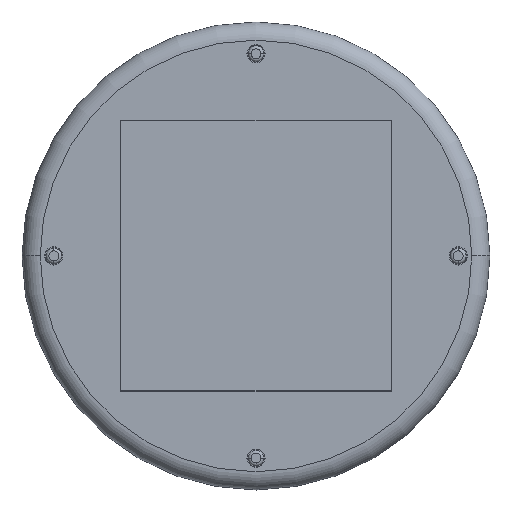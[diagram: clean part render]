
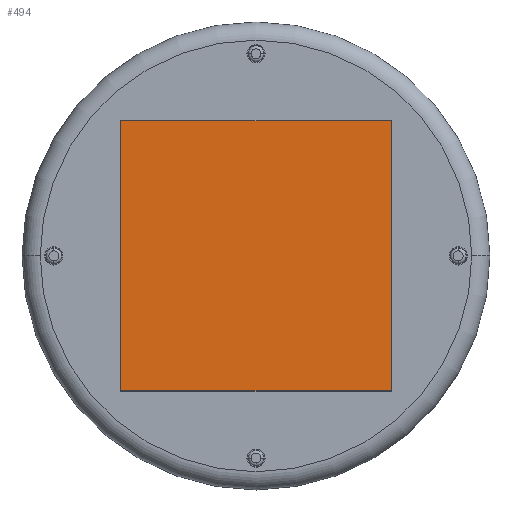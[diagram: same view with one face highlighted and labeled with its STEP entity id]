
A CAD part, top view. The second image highlights one B-rep face of the part: STEP entity #494.
In plain terms, the highlighted planar face has unit normal (0, 0, 1).
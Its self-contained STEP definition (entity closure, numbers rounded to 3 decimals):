
#462 = VERTEX_POINT ( 'NONE', #1321 ) ;
#463 = EDGE_CURVE ( 'NONE', #462, #464, #1320, .T. ) ;
#464 = VERTEX_POINT ( 'NONE', #1316 ) ;
#471 = EDGE_CURVE ( 'NONE', #464, #474, #1307, .T. ) ;
#474 = VERTEX_POINT ( 'NONE', #1360 ) ;
#479 = EDGE_CURVE ( 'NONE', #474, #483, #1352, .T. ) ;
#483 = VERTEX_POINT ( 'NONE', #1341 ) ;
#490 = EDGE_CURVE ( 'NONE', #483, #462, #1398, .T. ) ;
#492 = EDGE_LOOP ( 'NONE', ( #497, #498, #495, #496 ) ) ;
#494 = ADVANCED_FACE ( 'NONE', ( #1394 ), #1393, .T. ) ;
#495 = ORIENTED_EDGE ( 'NONE', *, *, #479, .T. ) ;
#496 = ORIENTED_EDGE ( 'NONE', *, *, #490, .T. ) ;
#497 = ORIENTED_EDGE ( 'NONE', *, *, #463, .T. ) ;
#498 = ORIENTED_EDGE ( 'NONE', *, *, #471, .T. ) ;
#1306 = CARTESIAN_POINT ( 'NONE',  ( -59.5, -59.5, 43.5 ) ) ;
#1307 = LINE ( 'NONE', #1306, #1368 ) ;
#1316 = CARTESIAN_POINT ( 'NONE',  ( -59.5, -59.5, 43.5 ) ) ;
#1317 = DIRECTION ( 'NONE',  ( 0., -1., 0. ) ) ;
#1318 = VECTOR ( 'NONE', #1317, 1000. ) ;
#1319 = CARTESIAN_POINT ( 'NONE',  ( -59.5, 59.5, 43.5 ) ) ;
#1320 = LINE ( 'NONE', #1319, #1318 ) ;
#1321 = CARTESIAN_POINT ( 'NONE',  ( -59.5, 59.5, 43.5 ) ) ;
#1341 = CARTESIAN_POINT ( 'NONE',  ( 59.5, 59.5, 43.5 ) ) ;
#1346 = DIRECTION ( 'NONE',  ( 0., 1., 0. ) ) ;
#1347 = VECTOR ( 'NONE', #1346, 1000. ) ;
#1348 = CARTESIAN_POINT ( 'NONE',  ( 59.5, 59.5, 43.5 ) ) ;
#1352 = LINE ( 'NONE', #1348, #1347 ) ;
#1360 = CARTESIAN_POINT ( 'NONE',  ( 59.5, -59.5, 43.5 ) ) ;
#1367 = DIRECTION ( 'NONE',  ( 1., 0., 0. ) ) ;
#1368 = VECTOR ( 'NONE', #1367, 1000. ) ;
#1388 = DIRECTION ( 'NONE',  ( 1., 0., 0. ) ) ;
#1389 = DIRECTION ( 'NONE',  ( 0., 0., 1. ) ) ;
#1390 = CARTESIAN_POINT ( 'NONE',  ( -59.5, -59.5, 43.5 ) ) ;
#1392 = AXIS2_PLACEMENT_3D ( 'NONE', #1390, #1389, #1388 ) ;
#1393 = PLANE ( 'NONE',  #1392 ) ;
#1394 = FACE_OUTER_BOUND ( 'NONE', #492, .T. ) ;
#1395 = DIRECTION ( 'NONE',  ( -1., 0., 0. ) ) ;
#1396 = VECTOR ( 'NONE', #1395, 1000. ) ;
#1397 = CARTESIAN_POINT ( 'NONE',  ( -59.5, 59.5, 43.5 ) ) ;
#1398 = LINE ( 'NONE', #1397, #1396 ) ;
